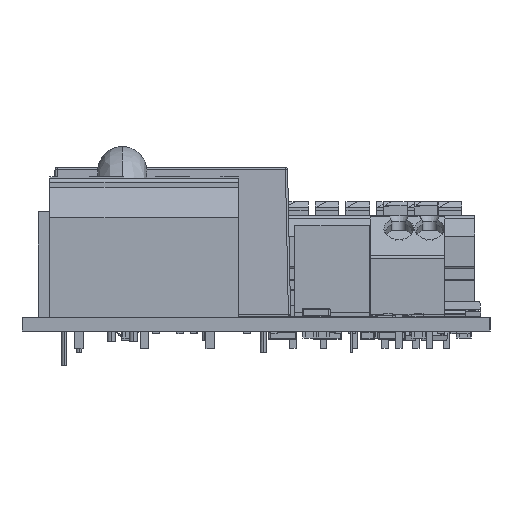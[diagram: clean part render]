
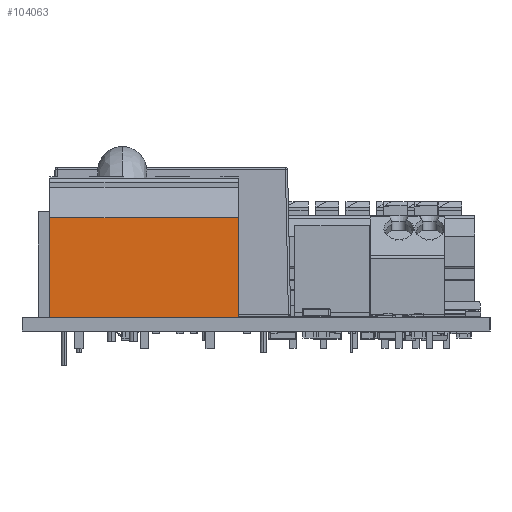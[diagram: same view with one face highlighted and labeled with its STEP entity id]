
A CAD part, left-side view. The second image highlights one B-rep face of the part: STEP entity #104063.
In plain terms, the highlighted planar face has unit normal (-1, 0, 0).
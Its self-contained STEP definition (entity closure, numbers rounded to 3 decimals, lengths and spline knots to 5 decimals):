
#4334 = VERTEX_POINT ( 'NONE', #6360 ) ;
#5985 = VERTEX_POINT ( 'NONE', #19213 ) ;
#6360 = CARTESIAN_POINT ( 'NONE',  ( 0.16197, 1.97519, 0.44548 ) ) ;
#9342 = CARTESIAN_POINT ( 'NONE',  ( 0.16197, 1.97519, 0.0006 ) ) ;
#11912 = ORIENTED_EDGE ( 'NONE', *, *, #17942, .F. ) ;
#15286 = VECTOR ( 'NONE', #76122, 39.37008 ) ;
#17383 = CARTESIAN_POINT ( 'NONE',  ( 0.16197, 1.97519, 0.0006 ) ) ;
#17942 = EDGE_CURVE ( 'NONE', #5985, #42637, #48093, .T. ) ;
#18831 = ORIENTED_EDGE ( 'NONE', *, *, #89260, .F. ) ;
#19213 = CARTESIAN_POINT ( 'NONE',  ( 0.16197, 1.12874, 0.0006 ) ) ;
#22592 = DIRECTION ( 'NONE',  ( 0., 0., 1. ) ) ;
#23096 = ORIENTED_EDGE ( 'NONE', *, *, #63763, .F. ) ;
#26210 = DIRECTION ( 'NONE',  ( 0., 1., 0. ) ) ;
#28981 = LINE ( 'NONE', #46370, #34092 ) ;
#29232 = VECTOR ( 'NONE', #37311, 39.37008 ) ;
#34092 = VECTOR ( 'NONE', #22592, 39.37008 ) ;
#36842 = LINE ( 'NONE', #43251, #15286 ) ;
#37311 = DIRECTION ( 'NONE',  ( 0., -1., 0. ) ) ;
#42637 = VERTEX_POINT ( 'NONE', #57723 ) ;
#43251 = CARTESIAN_POINT ( 'NONE',  ( 0.16197, 1.12874, 0.0006 ) ) ;
#46370 = CARTESIAN_POINT ( 'NONE',  ( 0.16197, 1.97519, 0.0006 ) ) ;
#48093 = LINE ( 'NONE', #9342, #62030 ) ;
#51915 = EDGE_CURVE ( 'NONE', #79703, #5985, #36842, .T. ) ;
#53987 = ORIENTED_EDGE ( 'NONE', *, *, #51915, .F. ) ;
#57723 = CARTESIAN_POINT ( 'NONE',  ( 0.16197, 1.97519, 0.0006 ) ) ;
#58913 = EDGE_LOOP ( 'NONE', ( #53987, #23096, #18831, #11912 ) ) ;
#62030 = VECTOR ( 'NONE', #82282, 39.37008 ) ;
#62453 = FACE_OUTER_BOUND ( 'NONE', #58913, .T. ) ;
#63763 = EDGE_CURVE ( 'NONE', #4334, #79703, #72377, .T. ) ;
#63829 = AXIS2_PLACEMENT_3D ( 'NONE', #17383, #74753, #26210 ) ;
#66627 = PLANE ( 'NONE',  #63829 ) ;
#72377 = LINE ( 'NONE', #101697, #29232 ) ;
#74753 = DIRECTION ( 'NONE',  ( 1., 0., 0. ) ) ;
#76122 = DIRECTION ( 'NONE',  ( 0., 0., -1. ) ) ;
#79703 = VERTEX_POINT ( 'NONE', #93895 ) ;
#82282 = DIRECTION ( 'NONE',  ( 0., 1., 0. ) ) ;
#89260 = EDGE_CURVE ( 'NONE', #42637, #4334, #28981, .T. ) ;
#93895 = CARTESIAN_POINT ( 'NONE',  ( 0.16197, 1.12874, 0.44548 ) ) ;
#101697 = CARTESIAN_POINT ( 'NONE',  ( 0.16197, 1.97519, 0.44548 ) ) ;
#104063 = ADVANCED_FACE ( 'NONE', ( #62453 ), #66627, .F. ) ;
